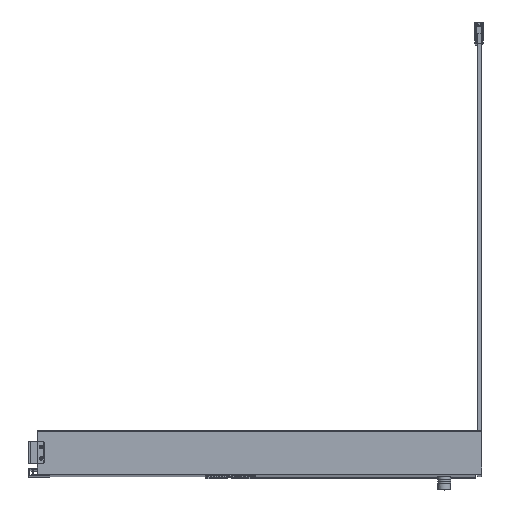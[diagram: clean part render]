
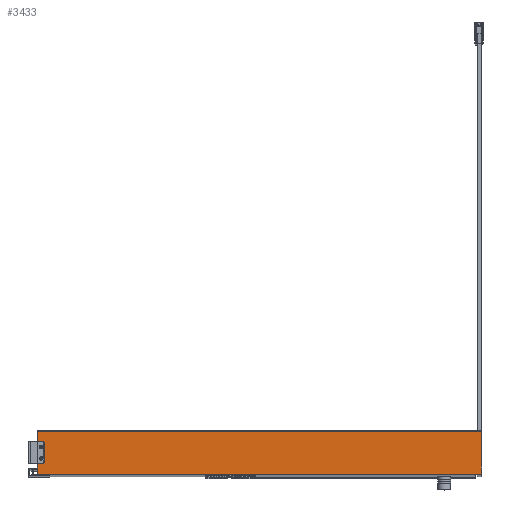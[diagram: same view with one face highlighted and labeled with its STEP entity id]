
A CAD part, top view. The second image highlights one B-rep face of the part: STEP entity #3433.
In plain terms, the highlighted planar face has unit normal (0, 0, 1).
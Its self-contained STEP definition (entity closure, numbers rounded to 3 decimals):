
#3433=ADVANCED_FACE('',(#6024),#41755,.T.);
#6024=FACE_OUTER_BOUND('',#8779,.T.);
#8779=EDGE_LOOP('',(#22209,#22210,#22211,#22212,#22213,#22214,#22215,#22216));
#22209=ORIENTED_EDGE('',*,*,#29017,.T.);
#22210=ORIENTED_EDGE('',*,*,#29042,.T.);
#22211=ORIENTED_EDGE('',*,*,#29018,.T.);
#22212=ORIENTED_EDGE('',*,*,#29043,.T.);
#22213=ORIENTED_EDGE('',*,*,#29019,.T.);
#22214=ORIENTED_EDGE('',*,*,#29037,.T.);
#22215=ORIENTED_EDGE('',*,*,#29020,.T.);
#22216=ORIENTED_EDGE('',*,*,#29036,.T.);
#29017=EDGE_CURVE('',#40118,#40119,#34275,.T.);
#29018=EDGE_CURVE('',#40120,#40121,#34276,.T.);
#29019=EDGE_CURVE('',#40122,#40123,#34277,.T.);
#29020=EDGE_CURVE('',#40124,#40125,#34278,.T.);
#29036=EDGE_CURVE('',#40125,#40118,#35801,.T.);
#29037=EDGE_CURVE('',#40123,#40124,#35802,.T.);
#29042=EDGE_CURVE('',#40119,#40120,#35803,.T.);
#29043=EDGE_CURVE('',#40121,#40122,#35804,.T.);
#34275=B_SPLINE_CURVE_WITH_KNOTS('',1,(#86818,#86819),.UNSPECIFIED.,.F.,
 .F.,(2,2),(0.,997.5),.UNSPECIFIED.);
#34276=B_SPLINE_CURVE_WITH_KNOTS('',1,(#86820,#86821),.UNSPECIFIED.,.F.,
 .F.,(2,2),(0.,96.),.UNSPECIFIED.);
#34277=B_SPLINE_CURVE_WITH_KNOTS('',1,(#86822,#86823),.UNSPECIFIED.,.F.,
 .F.,(2,2),(0.,997.5),.UNSPECIFIED.);
#34278=B_SPLINE_CURVE_WITH_KNOTS('',1,(#86824,#86825),.UNSPECIFIED.,.F.,
 .F.,(2,2),(0.,96.),.UNSPECIFIED.);
#35801=(
BOUNDED_CURVE()
B_SPLINE_CURVE(2,(#86864,#86865,#86866),.UNSPECIFIED.,.F.,.F.)
B_SPLINE_CURVE_WITH_KNOTS((3,3),(-1.571,0.),.UNSPECIFIED.)
CURVE()
GEOMETRIC_REPRESENTATION_ITEM()
RATIONAL_B_SPLINE_CURVE((1.,0.707,1.))
REPRESENTATION_ITEM('')
);
#35802=(
BOUNDED_CURVE()
B_SPLINE_CURVE(2,(#86867,#86868,#86869),.UNSPECIFIED.,.F.,.F.)
B_SPLINE_CURVE_WITH_KNOTS((3,3),(-1.571,0.),.UNSPECIFIED.)
CURVE()
GEOMETRIC_REPRESENTATION_ITEM()
RATIONAL_B_SPLINE_CURVE((1.,0.707,1.))
REPRESENTATION_ITEM('')
);
#35803=(
BOUNDED_CURVE()
B_SPLINE_CURVE(2,(#86878,#86879,#86880),.UNSPECIFIED.,.F.,.F.)
B_SPLINE_CURVE_WITH_KNOTS((3,3),(-1.571,0.),.UNSPECIFIED.)
CURVE()
GEOMETRIC_REPRESENTATION_ITEM()
RATIONAL_B_SPLINE_CURVE((1.,0.707,1.))
REPRESENTATION_ITEM('')
);
#35804=(
BOUNDED_CURVE()
B_SPLINE_CURVE(2,(#86881,#86882,#86883),.UNSPECIFIED.,.F.,.F.)
B_SPLINE_CURVE_WITH_KNOTS((3,3),(-1.571,0.),.UNSPECIFIED.)
CURVE()
GEOMETRIC_REPRESENTATION_ITEM()
RATIONAL_B_SPLINE_CURVE((1.,0.707,1.))
REPRESENTATION_ITEM('')
);
#40118=VERTEX_POINT('',#86770);
#40119=VERTEX_POINT('',#86771);
#40120=VERTEX_POINT('',#86772);
#40121=VERTEX_POINT('',#86773);
#40122=VERTEX_POINT('',#86774);
#40123=VERTEX_POINT('',#86775);
#40124=VERTEX_POINT('',#86776);
#40125=VERTEX_POINT('',#86777);
#41755=PLANE('',#45699);
#45699=AXIS2_PLACEMENT_3D('',#86596,#48067,$);
#48067=DIRECTION('',(0.,0.,1.));
#86596=CARTESIAN_POINT('',(-599.7,-58.8,10.));
#86770=CARTESIAN_POINT('',(498.75,49.,10.));
#86771=CARTESIAN_POINT('',(-498.75,49.,10.));
#86772=CARTESIAN_POINT('',(-499.75,48.,10.));
#86773=CARTESIAN_POINT('',(-499.75,-48.,10.));
#86774=CARTESIAN_POINT('',(-498.75,-49.,10.));
#86775=CARTESIAN_POINT('',(498.75,-49.,10.));
#86776=CARTESIAN_POINT('',(499.75,-48.,10.));
#86777=CARTESIAN_POINT('',(499.75,48.,10.));
#86818=CARTESIAN_POINT('',(498.75,49.,10.));
#86819=CARTESIAN_POINT('',(-498.75,49.,10.));
#86820=CARTESIAN_POINT('',(-499.75,48.,10.));
#86821=CARTESIAN_POINT('',(-499.75,-48.,10.));
#86822=CARTESIAN_POINT('',(-498.75,-49.,10.));
#86823=CARTESIAN_POINT('',(498.75,-49.,10.));
#86824=CARTESIAN_POINT('',(499.75,-48.,10.));
#86825=CARTESIAN_POINT('',(499.75,48.,10.));
#86864=CARTESIAN_POINT('',(499.75,48.,10.));
#86865=CARTESIAN_POINT('',(499.75,49.,10.));
#86866=CARTESIAN_POINT('',(498.75,49.,10.));
#86867=CARTESIAN_POINT('',(498.75,-49.,10.));
#86868=CARTESIAN_POINT('',(499.75,-49.,10.));
#86869=CARTESIAN_POINT('',(499.75,-48.,10.));
#86878=CARTESIAN_POINT('',(-498.75,49.,10.));
#86879=CARTESIAN_POINT('',(-499.75,49.,10.));
#86880=CARTESIAN_POINT('',(-499.75,48.,10.));
#86881=CARTESIAN_POINT('',(-499.75,-48.,10.));
#86882=CARTESIAN_POINT('',(-499.75,-49.,10.));
#86883=CARTESIAN_POINT('',(-498.75,-49.,10.));
